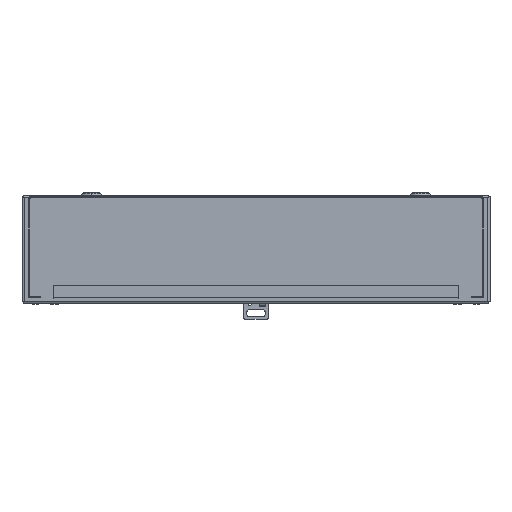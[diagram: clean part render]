
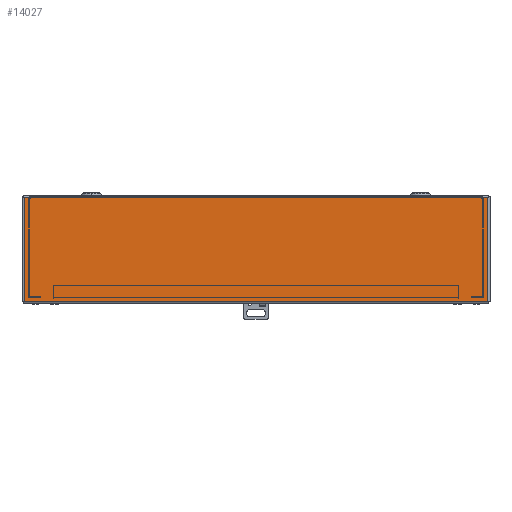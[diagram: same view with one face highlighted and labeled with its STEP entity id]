
A CAD part, top view. The second image highlights one B-rep face of the part: STEP entity #14027.
In plain terms, the highlighted planar face has unit normal (0, 0, 1).
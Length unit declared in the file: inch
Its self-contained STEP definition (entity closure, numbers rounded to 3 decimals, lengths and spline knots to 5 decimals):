
#151 = ORIENTED_EDGE ( 'NONE', *, *, #16216, .F. ) ;
#893 = AXIS2_PLACEMENT_3D ( 'NONE', #5874, #7238, #13690 ) ;
#1384 = DIRECTION ( 'NONE',  ( 0., -1., 0. ) ) ;
#1958 = PLANE ( 'NONE',  #893 ) ;
#1970 = LINE ( 'NONE', #8691, #13137 ) ;
#2835 = VECTOR ( 'NONE', #1384, 39.37008 ) ;
#3060 = FACE_OUTER_BOUND ( 'NONE', #9725, .T. ) ;
#3426 = ORIENTED_EDGE ( 'NONE', *, *, #6175, .F. ) ;
#3976 = CARTESIAN_POINT ( 'NONE',  ( 9.1585, -4.135, 9.0285 ) ) ;
#4087 = LINE ( 'NONE', #5367, #2835 ) ;
#4301 = EDGE_CURVE ( 'NONE', #14646, #4409, #11695, .T. ) ;
#4409 = VERTEX_POINT ( 'NONE', #4469 ) ;
#4451 = ORIENTED_EDGE ( 'NONE', *, *, #4301, .F. ) ;
#4469 = CARTESIAN_POINT ( 'NONE',  ( -9.1585, -4.135, 9.0285 ) ) ;
#4784 = VERTEX_POINT ( 'NONE', #15444 ) ;
#5367 = CARTESIAN_POINT ( 'NONE',  ( 9.1585, -0.029, 9.0285 ) ) ;
#5874 = CARTESIAN_POINT ( 'NONE',  ( 9.1585, -0.029, 9.0285 ) ) ;
#6175 = EDGE_CURVE ( 'NONE', #11605, #4784, #1970, .T. ) ;
#7238 = DIRECTION ( 'NONE',  ( 0., 0., 1. ) ) ;
#7620 = DIRECTION ( 'NONE',  ( 0., 1., 0. ) ) ;
#8622 = ORIENTED_EDGE ( 'NONE', *, *, #16597, .F. ) ;
#8691 = CARTESIAN_POINT ( 'NONE',  ( -9.1585, -0.029, 9.0285 ) ) ;
#8897 = CARTESIAN_POINT ( 'NONE',  ( -9.1585, -4.135, 9.0285 ) ) ;
#9725 = EDGE_LOOP ( 'NONE', ( #151, #4451, #8622, #3426 ) ) ;
#10169 = CARTESIAN_POINT ( 'NONE',  ( 9.1585, -4.135, 9.0285 ) ) ;
#10512 = DIRECTION ( 'NONE',  ( -1., 0., 0. ) ) ;
#11436 = LINE ( 'NONE', #8897, #14498 ) ;
#11605 = VERTEX_POINT ( 'NONE', #12466 ) ;
#11695 = LINE ( 'NONE', #3976, #14714 ) ;
#12466 = CARTESIAN_POINT ( 'NONE',  ( -9.1585, -0.029, 9.0285 ) ) ;
#13137 = VECTOR ( 'NONE', #14877, 39.37008 ) ;
#13690 = DIRECTION ( 'NONE',  ( -1., 0., 0. ) ) ;
#14027 = ADVANCED_FACE ( 'NONE', ( #3060 ), #1958, .T. ) ;
#14498 = VECTOR ( 'NONE', #7620, 39.37008 ) ;
#14646 = VERTEX_POINT ( 'NONE', #10169 ) ;
#14714 = VECTOR ( 'NONE', #10512, 39.37008 ) ;
#14877 = DIRECTION ( 'NONE',  ( 1., 0., 0. ) ) ;
#15444 = CARTESIAN_POINT ( 'NONE',  ( 9.1585, -0.029, 9.0285 ) ) ;
#16216 = EDGE_CURVE ( 'NONE', #4409, #11605, #11436, .T. ) ;
#16597 = EDGE_CURVE ( 'NONE', #4784, #14646, #4087, .T. ) ;
